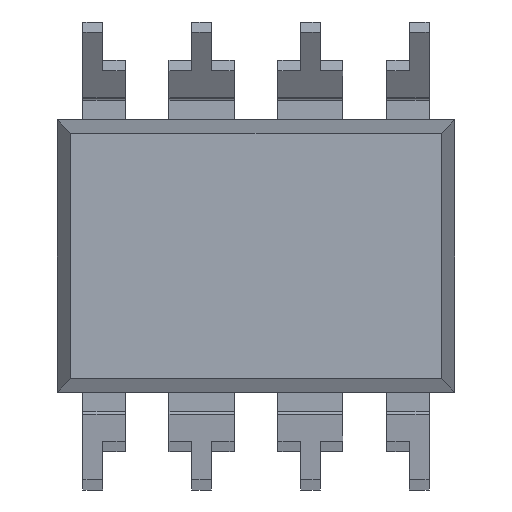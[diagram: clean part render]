
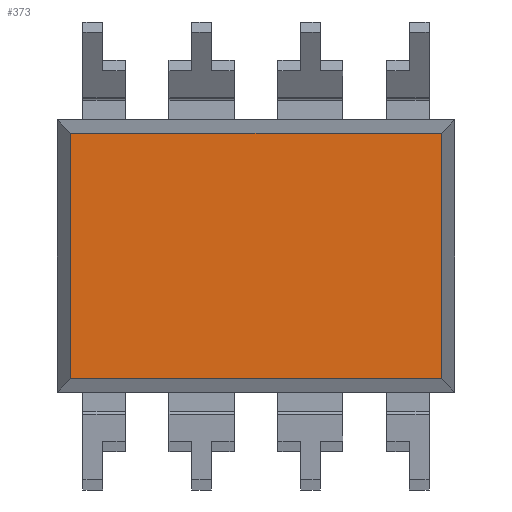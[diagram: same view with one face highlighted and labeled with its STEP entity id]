
A CAD part, front view. The second image highlights one B-rep face of the part: STEP entity #373.
In plain terms, the highlighted planar face has unit normal (0, -1, 0).
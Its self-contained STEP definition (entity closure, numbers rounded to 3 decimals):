
#97 = VECTOR ( 'NONE', #1131, 1000. ) ;
#303 = EDGE_LOOP ( 'NONE', ( #1490, #3079, #2100, #1581 ) ) ;
#309 = CARTESIAN_POINT ( 'NONE',  ( 4.326, 0.38, -2.866 ) ) ;
#329 = LINE ( 'NONE', #3678, #467 ) ;
#373 = ADVANCED_FACE ( 'NONE', ( #2080 ), #452, .T. ) ;
#452 = PLANE ( 'NONE',  #2802 ) ;
#467 = VECTOR ( 'NONE', #2821, 1000. ) ;
#604 = CARTESIAN_POINT ( 'NONE',  ( 4.326, 0.38, -3.175 ) ) ;
#681 = DIRECTION ( 'NONE',  ( 0., -1., 0. ) ) ;
#745 = VERTEX_POINT ( 'NONE', #1759 ) ;
#834 = VERTEX_POINT ( 'NONE', #3206 ) ;
#1131 = DIRECTION ( 'NONE',  ( 0., 0., -1. ) ) ;
#1178 = CARTESIAN_POINT ( 'NONE',  ( -4.635, 0.38, -2.866 ) ) ;
#1202 = EDGE_CURVE ( 'NONE', #834, #745, #329, .T. ) ;
#1490 = ORIENTED_EDGE ( 'NONE', *, *, #2742, .T. ) ;
#1522 = VERTEX_POINT ( 'NONE', #3227 ) ;
#1581 = ORIENTED_EDGE ( 'NONE', *, *, #2231, .T. ) ;
#1644 = LINE ( 'NONE', #1178, #2772 ) ;
#1759 = CARTESIAN_POINT ( 'NONE',  ( -4.326, 0.38, 2.866 ) ) ;
#2080 = FACE_OUTER_BOUND ( 'NONE', #303, .T. ) ;
#2100 = ORIENTED_EDGE ( 'NONE', *, *, #1202, .T. ) ;
#2103 = VECTOR ( 'NONE', #3470, 1000. ) ;
#2231 = EDGE_CURVE ( 'NONE', #745, #1522, #3401, .T. ) ;
#2719 = CARTESIAN_POINT ( 'NONE',  ( 0., 0.38, 0. ) ) ;
#2742 = EDGE_CURVE ( 'NONE', #1522, #2886, #1644, .T. ) ;
#2756 = EDGE_CURVE ( 'NONE', #2886, #834, #3581, .T. ) ;
#2772 = VECTOR ( 'NONE', #2925, 1000. ) ;
#2802 = AXIS2_PLACEMENT_3D ( 'NONE', #2719, #681, #3275 ) ;
#2821 = DIRECTION ( 'NONE',  ( -1., 0., 0. ) ) ;
#2886 = VERTEX_POINT ( 'NONE', #309 ) ;
#2925 = DIRECTION ( 'NONE',  ( 1., 0., 0. ) ) ;
#3079 = ORIENTED_EDGE ( 'NONE', *, *, #2756, .T. ) ;
#3206 = CARTESIAN_POINT ( 'NONE',  ( 4.326, 0.38, 2.866 ) ) ;
#3227 = CARTESIAN_POINT ( 'NONE',  ( -4.326, 0.38, -2.866 ) ) ;
#3275 = DIRECTION ( 'NONE',  ( 0., 0., -1. ) ) ;
#3386 = CARTESIAN_POINT ( 'NONE',  ( -4.326, 0.38, 3.175 ) ) ;
#3401 = LINE ( 'NONE', #3386, #97 ) ;
#3470 = DIRECTION ( 'NONE',  ( 0., 0., 1. ) ) ;
#3581 = LINE ( 'NONE', #604, #2103 ) ;
#3678 = CARTESIAN_POINT ( 'NONE',  ( 4.635, 0.38, 2.866 ) ) ;
